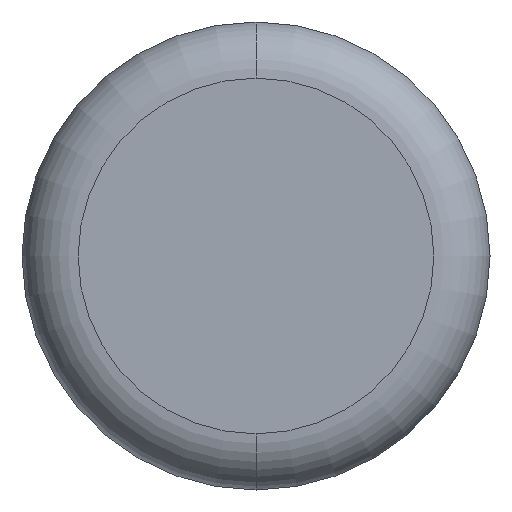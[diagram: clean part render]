
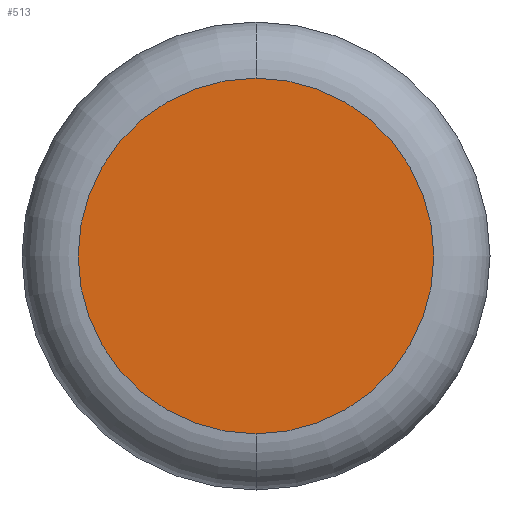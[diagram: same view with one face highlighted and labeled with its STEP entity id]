
A CAD part, front view. The second image highlights one B-rep face of the part: STEP entity #513.
In plain terms, the highlighted planar face has unit normal (0, -1, 0).
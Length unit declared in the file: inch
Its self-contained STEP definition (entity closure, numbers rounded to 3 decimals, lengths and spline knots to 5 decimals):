
#15 = CIRCLE ( 'NONE', #536, 0.095 ) ;
#21 = DIRECTION ( 'NONE',  ( 0., -1., 0. ) ) ;
#47 = CARTESIAN_POINT ( 'NONE',  ( 0., 0., 0. ) ) ;
#49 = DIRECTION ( 'NONE',  ( 0., -1., 0. ) ) ;
#102 = DIRECTION ( 'NONE',  ( 0., 0., -1. ) ) ;
#142 = PLANE ( 'NONE',  #188 ) ;
#146 = CIRCLE ( 'NONE', #214, 0.095 ) ;
#164 = CARTESIAN_POINT ( 'NONE',  ( 0., 0., 0. ) ) ;
#188 = AXIS2_PLACEMENT_3D ( 'NONE', #305, #49, #311 ) ;
#211 = ORIENTED_EDGE ( 'NONE', *, *, #495, .T. ) ;
#214 = AXIS2_PLACEMENT_3D ( 'NONE', #47, #308, #424 ) ;
#219 = EDGE_LOOP ( 'NONE', ( #211, #431 ) ) ;
#244 = CARTESIAN_POINT ( 'NONE',  ( 0., 0., 0.095 ) ) ;
#260 = VERTEX_POINT ( 'NONE', #244 ) ;
#305 = CARTESIAN_POINT ( 'NONE',  ( 0., 0., 0. ) ) ;
#308 = DIRECTION ( 'NONE',  ( 0., -1., 0. ) ) ;
#311 = DIRECTION ( 'NONE',  ( 0., 0., -1. ) ) ;
#357 = EDGE_CURVE ( 'NONE', #260, #520, #15, .T. ) ;
#391 = FACE_OUTER_BOUND ( 'NONE', #219, .T. ) ;
#424 = DIRECTION ( 'NONE',  ( 0., 0., -1. ) ) ;
#431 = ORIENTED_EDGE ( 'NONE', *, *, #357, .T. ) ;
#475 = CARTESIAN_POINT ( 'NONE',  ( 0., 0., -0.095 ) ) ;
#495 = EDGE_CURVE ( 'NONE', #520, #260, #146, .T. ) ;
#513 = ADVANCED_FACE ( 'NONE', ( #391 ), #142, .T. ) ;
#520 = VERTEX_POINT ( 'NONE', #475 ) ;
#536 = AXIS2_PLACEMENT_3D ( 'NONE', #164, #21, #102 ) ;
